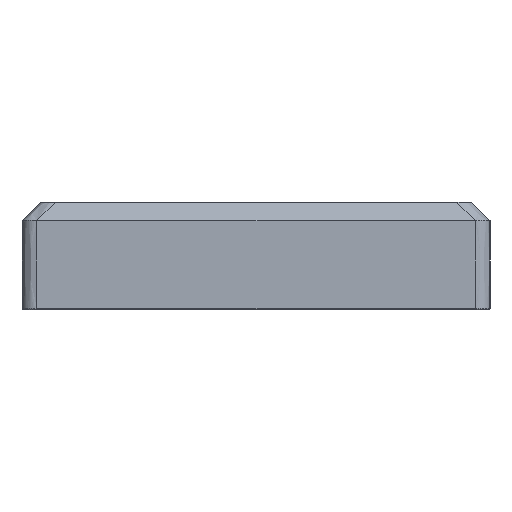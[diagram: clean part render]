
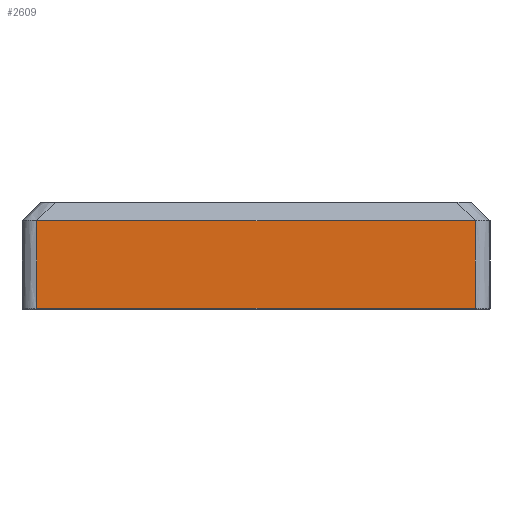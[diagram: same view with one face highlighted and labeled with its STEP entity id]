
A CAD part, left-side view. The second image highlights one B-rep face of the part: STEP entity #2609.
In plain terms, the highlighted planar face has unit normal (-1, 0, 0).
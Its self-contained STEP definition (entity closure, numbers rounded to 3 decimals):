
#59=B_SPLINE_CURVE_WITH_KNOTS('',3,(#4229,#4230,#4231,#4232),
 .UNSPECIFIED.,.F.,.F.,(4,4),(-1.695,0.08),
 .UNSPECIFIED.);
#62=B_SPLINE_CURVE_WITH_KNOTS('',3,(#4252,#4253,#4254,#4255),
 .UNSPECIFIED.,.F.,.F.,(4,4),(-0.08,1.695),
 .UNSPECIFIED.);
#95=PLANE('',#2831);
#206=LINE('',#4089,#432);
#221=LINE('',#4256,#447);
#432=VECTOR('',#3221,10.);
#447=VECTOR('',#3266,10.);
#711=FACE_OUTER_BOUND('',#873,.T.);
#873=EDGE_LOOP('',(#1962,#1963,#1964,#1965));
#1199=VERTEX_POINT('',#4038);
#1201=VERTEX_POINT('',#4087);
#1214=VERTEX_POINT('',#4228);
#1216=VERTEX_POINT('',#4251);
#1474=EDGE_CURVE('',#1201,#1199,#206,.T.);
#1499=EDGE_CURVE('',#1199,#1214,#59,.T.);
#1502=EDGE_CURVE('',#1216,#1201,#62,.T.);
#1503=EDGE_CURVE('',#1214,#1216,#221,.F.);
#1962=ORIENTED_EDGE('',*,*,#1474,.F.);
#1963=ORIENTED_EDGE('',*,*,#1502,.F.);
#1964=ORIENTED_EDGE('',*,*,#1503,.F.);
#1965=ORIENTED_EDGE('',*,*,#1499,.F.);
#2609=ADVANCED_FACE('',(#711),#95,.T.);
#2831=AXIS2_PLACEMENT_3D('',#4250,#3264,#3265);
#3221=DIRECTION('',(0.,1.,0.));
#3264=DIRECTION('center_axis',(-1.,0.,0.));
#3265=DIRECTION('ref_axis',(0.,-1.,0.));
#3266=DIRECTION('',(0.,1.,0.));
#4038=CARTESIAN_POINT('',(59.856,-46.188,-12.15));
#4087=CARTESIAN_POINT('',(59.856,-134.787,-12.15));
#4089=CARTESIAN_POINT('',(59.856,-67.438,-12.15));
#4228=CARTESIAN_POINT('',(59.856,-46.188,5.6));
#4229=CARTESIAN_POINT('Ctrl Pts',(59.856,-46.188,-12.15));
#4230=CARTESIAN_POINT('Ctrl Pts',(59.856,-46.188,-6.233));
#4231=CARTESIAN_POINT('Ctrl Pts',(59.856,-46.188,-0.317));
#4232=CARTESIAN_POINT('Ctrl Pts',(59.856,-46.188,5.6));
#4250=CARTESIAN_POINT('Origin',(59.856,-44.388,1.6));
#4251=CARTESIAN_POINT('',(59.856,-134.787,5.6));
#4252=CARTESIAN_POINT('Ctrl Pts',(59.856,-134.787,5.6));
#4253=CARTESIAN_POINT('Ctrl Pts',(59.856,-134.787,-0.317));
#4254=CARTESIAN_POINT('Ctrl Pts',(59.856,-134.787,-6.233));
#4255=CARTESIAN_POINT('Ctrl Pts',(59.856,-134.787,-12.15));
#4256=CARTESIAN_POINT('',(59.856,-55.913,5.6));
